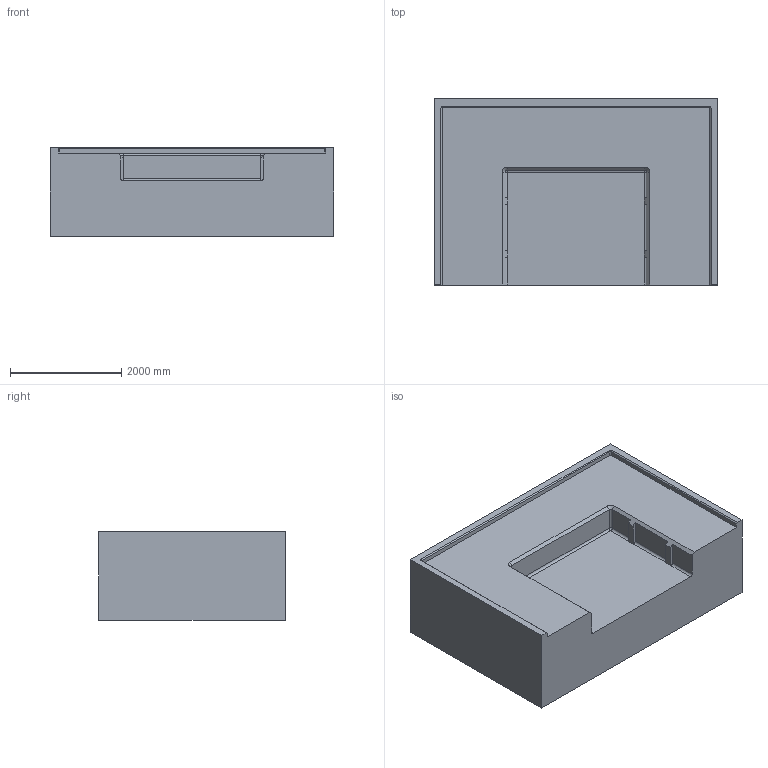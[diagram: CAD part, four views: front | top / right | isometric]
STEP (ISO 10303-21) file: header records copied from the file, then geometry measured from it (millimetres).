
FILE_DESCRIPTION(/* description */ (''),/* implementation_level */ '2;1');
FILE_NAME(/* name */ '01317.000X_3D.stp',/* time_stamp */ '2025-02-21T13:29:12+01:00',/* author */ ('c.rudolph'),/* organization */ (''),/* preprocessor_version */ 'ST-DEVELOPER v20',/* originating_system */ 'AutoCAD Mechanical',/* authorisation */ '');
FILE_SCHEMA (('AUTOMOTIVE_DESIGN { 1 0 10303 214 3 1 1 }'));
Length unit declared in the file: centimetre
Products named in the file (2): Product; *S0
Assembly tree (1 placements, depth 2):
  Product
    *S0
Bounding box: 5100 x 3350 x 1600 mm (x, y, z)
Volume: 23146032536.6 mm3; surface area: 63620948.5 mm2
Topology: 1 solids, 1 shells, 53 faces, 140 edges, 90 vertices
Faces by surface type: plane 36, cylinder 11, cone 4, sphere 2
Entity records: 1676 total; most frequent: CARTESIAN_POINT 286, ORIENTED_EDGE 278, DIRECTION 278, EDGE_CURVE 139, LINE 114, VECTOR 114, VERTEX_POINT 88, AXIS2_PLACEMENT_3D 82
